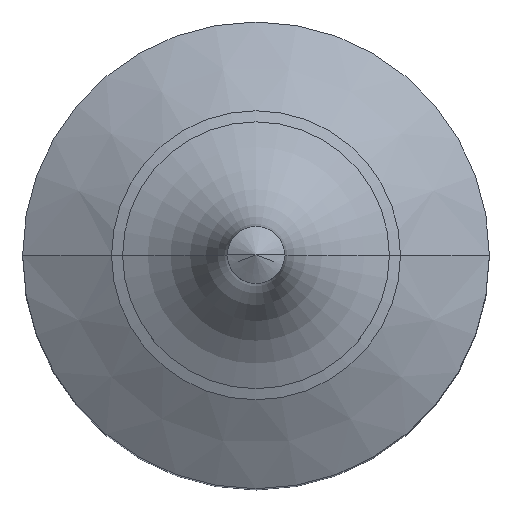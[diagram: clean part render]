
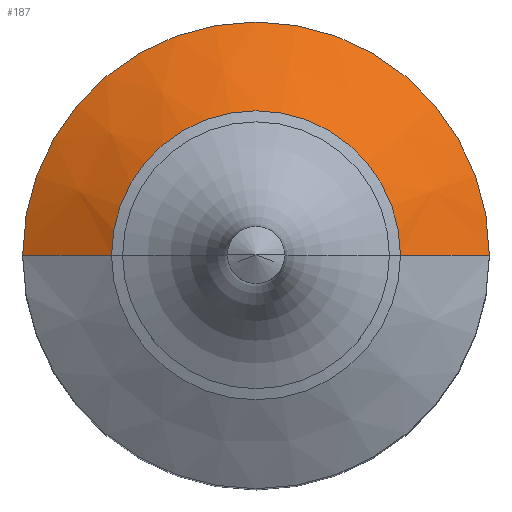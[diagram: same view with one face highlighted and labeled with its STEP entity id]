
A CAD part, top view. The second image highlights one B-rep face of the part: STEP entity #187.
In plain terms, the highlighted conical face has half-angle 60 degrees and reference radius 6.5 mm.
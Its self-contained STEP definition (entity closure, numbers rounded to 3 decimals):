
#140 = EDGE_CURVE ( 'NONE', #181, #160, #464, .T. ) ;
#155 = ORIENTED_EDGE ( 'NONE', *, *, #195, .F. ) ;
#159 = VERTEX_POINT ( 'NONE', #316 ) ;
#160 = VERTEX_POINT ( 'NONE', #397 ) ;
#161 = ORIENTED_EDGE ( 'NONE', *, *, #140, .F. ) ;
#181 = VERTEX_POINT ( 'NONE', #760 ) ;
#183 = EDGE_LOOP ( 'NONE', ( #189, #188, #155, #161 ) ) ;
#184 = VERTEX_POINT ( 'NONE', #792 ) ;
#187 = ADVANCED_FACE ( 'NONE', ( #794 ), #805, .T. ) ;
#188 = ORIENTED_EDGE ( 'NONE', *, *, #190, .T. ) ;
#189 = ORIENTED_EDGE ( 'NONE', *, *, #191, .T. ) ;
#190 = EDGE_CURVE ( 'NONE', #184, #159, #708, .T. ) ;
#191 = EDGE_CURVE ( 'NONE', #181, #184, #678, .T. ) ;
#195 = EDGE_CURVE ( 'NONE', #160, #159, #672, .T. ) ;
#316 = CARTESIAN_POINT ( 'NONE',  ( 10.5, 0., 80.323 ) ) ;
#397 = CARTESIAN_POINT ( 'NONE',  ( -10.5, 0., 80.323 ) ) ;
#450 = DIRECTION ( 'NONE',  ( -0.866, 0., -0.5 ) ) ;
#451 = VECTOR ( 'NONE', #450, 1000. ) ;
#452 = CARTESIAN_POINT ( 'NONE',  ( -6.5, 0., 82.632 ) ) ;
#464 = LINE ( 'NONE', #452, #451 ) ;
#672 = CIRCLE ( 'NONE', #679, 10.5 ) ;
#675 = DIRECTION ( 'NONE',  ( -1., 0., 0. ) ) ;
#676 = DIRECTION ( 'NONE',  ( 0., 0., -1. ) ) ;
#677 = CARTESIAN_POINT ( 'NONE',  ( 0., 0., 82.632 ) ) ;
#678 = CIRCLE ( 'NONE', #757, 6.5 ) ;
#679 = AXIS2_PLACEMENT_3D ( 'NONE', #813, #810, #809 ) ;
#682 = DIRECTION ( 'NONE',  ( 0.866, 0., -0.5 ) ) ;
#683 = VECTOR ( 'NONE', #682, 1000. ) ;
#684 = CARTESIAN_POINT ( 'NONE',  ( 6.5, 0., 82.632 ) ) ;
#707 = CARTESIAN_POINT ( 'NONE',  ( 0., 0., 82.632 ) ) ;
#708 = LINE ( 'NONE', #684, #683 ) ;
#709 = DIRECTION ( 'NONE',  ( -1., 0., 0. ) ) ;
#710 = DIRECTION ( 'NONE',  ( 0., 0., -1. ) ) ;
#757 = AXIS2_PLACEMENT_3D ( 'NONE', #677, #676, #675 ) ;
#760 = CARTESIAN_POINT ( 'NONE',  ( -6.5, 0., 82.632 ) ) ;
#764 = AXIS2_PLACEMENT_3D ( 'NONE', #707, #710, #709 ) ;
#792 = CARTESIAN_POINT ( 'NONE',  ( 6.5, 0., 82.632 ) ) ;
#794 = FACE_OUTER_BOUND ( 'NONE', #183, .T. ) ;
#805 = CONICAL_SURFACE ( 'NONE', #764, 6.5, 1.047 ) ;
#809 = DIRECTION ( 'NONE',  ( -1., 0., 0. ) ) ;
#810 = DIRECTION ( 'NONE',  ( 0., 0., -1. ) ) ;
#813 = CARTESIAN_POINT ( 'NONE',  ( 0., 0., 80.323 ) ) ;
